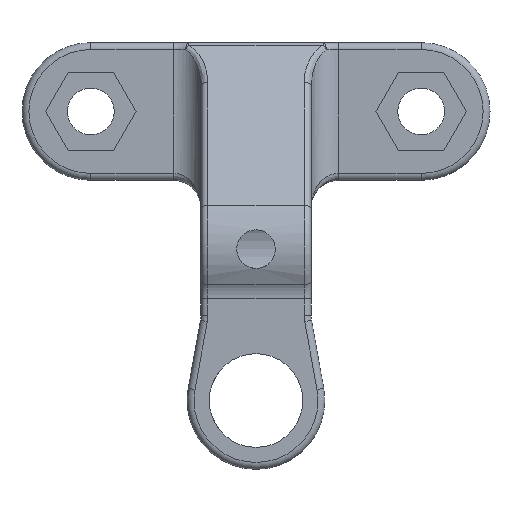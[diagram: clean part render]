
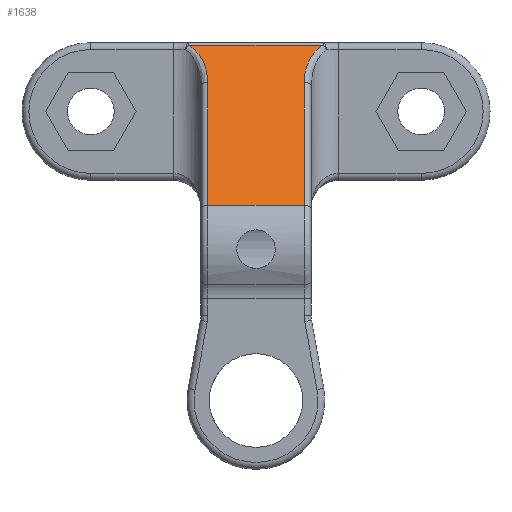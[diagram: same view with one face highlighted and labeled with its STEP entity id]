
A CAD part, front view. The second image highlights one B-rep face of the part: STEP entity #1638.
In plain terms, the highlighted planar face has unit normal (0, -0.768, 0.64).
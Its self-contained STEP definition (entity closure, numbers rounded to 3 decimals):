
#38=PLANE('',#1824);
#94=LINE('',#2604,#209);
#104=LINE('',#2676,#219);
#121=LINE('',#2803,#236);
#122=LINE('',#2843,#237);
#209=VECTOR('',#1989,10.);
#219=VECTOR('',#2075,10.);
#236=VECTOR('',#2170,10.);
#237=VECTOR('',#2173,10.);
#399=FACE_OUTER_BOUND('',#506,.T.);
#506=EDGE_LOOP('',(#1245,#1246,#1247,#1248,#1249,#1250));
#591=ELLIPSE('',#1744,3.903,2.5);
#592=ELLIPSE('',#1786,3.903,2.5);
#719=VERTEX_POINT('',#2592);
#722=VERTEX_POINT('',#2597);
#724=VERTEX_POINT('',#2602);
#746=VERTEX_POINT('',#2668);
#748=VERTEX_POINT('',#2674);
#750=VERTEX_POINT('',#2704);
#869=EDGE_CURVE('',#722,#719,#591,.T.);
#871=EDGE_CURVE('',#724,#722,#94,.T.);
#907=EDGE_CURVE('',#748,#746,#104,.T.);
#910=EDGE_CURVE('',#750,#748,#592,.T.);
#948=EDGE_CURVE('',#724,#746,#121,.T.);
#951=EDGE_CURVE('',#719,#750,#122,.T.);
#1245=ORIENTED_EDGE('',*,*,#869,.F.);
#1246=ORIENTED_EDGE('',*,*,#871,.F.);
#1247=ORIENTED_EDGE('',*,*,#948,.T.);
#1248=ORIENTED_EDGE('',*,*,#907,.F.);
#1249=ORIENTED_EDGE('',*,*,#910,.F.);
#1250=ORIENTED_EDGE('',*,*,#951,.F.);
#1638=ADVANCED_FACE('',(#399),#38,.T.);
#1744=AXIS2_PLACEMENT_3D('',#2599,#1983,#1984);
#1786=AXIS2_PLACEMENT_3D('',#2706,#2079,#2080);
#1824=AXIS2_PLACEMENT_3D('',#2842,#2171,#2172);
#1983=DIRECTION('center_axis',(0.,-0.768,0.641));
#1984=DIRECTION('ref_axis',(0.,0.641,0.768));
#1989=DIRECTION('',(0.,0.641,0.768));
#2075=DIRECTION('',(0.,-0.641,-0.768));
#2079=DIRECTION('center_axis',(0.,-0.768,0.641));
#2080=DIRECTION('ref_axis',(0.,0.641,0.768));
#2170=DIRECTION('',(1.,0.,0.));
#2171=DIRECTION('center_axis',(0.,-0.768,0.641));
#2172=DIRECTION('ref_axis',(0.,-0.641,-0.768));
#2173=DIRECTION('',(1.,0.,0.));
#2592=CARTESIAN_POINT('',(-4.878,-0.15,4.82));
#2597=CARTESIAN_POINT('',(-3.5,-2.384,2.142));
#2599=CARTESIAN_POINT('Origin',(-6.,-2.384,2.142));
#2602=CARTESIAN_POINT('',(-3.5,-9.84,-6.797));
#2604=CARTESIAN_POINT('',(-3.5,-2.871,1.558));
#2668=CARTESIAN_POINT('',(3.5,-9.84,-6.797));
#2674=CARTESIAN_POINT('',(3.5,-2.384,2.142));
#2676=CARTESIAN_POINT('',(3.5,-2.871,1.558));
#2704=CARTESIAN_POINT('',(4.878,-0.15,4.82));
#2706=CARTESIAN_POINT('Origin',(6.,-2.384,2.142));
#2803=CARTESIAN_POINT('',(0.,-9.84,-6.797));
#2842=CARTESIAN_POINT('Origin',(0.,0.,5.));
#2843=CARTESIAN_POINT('',(-6.,-0.15,4.82));
